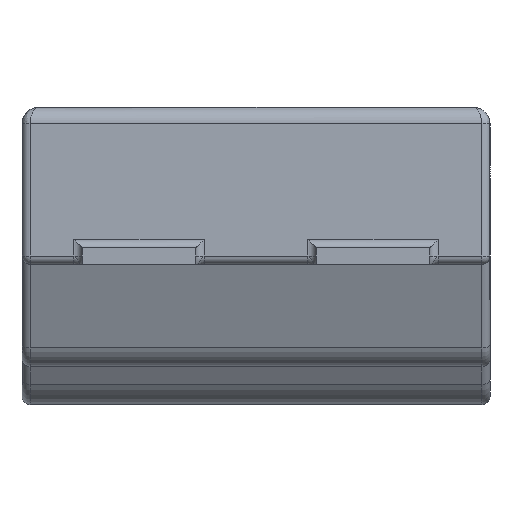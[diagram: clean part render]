
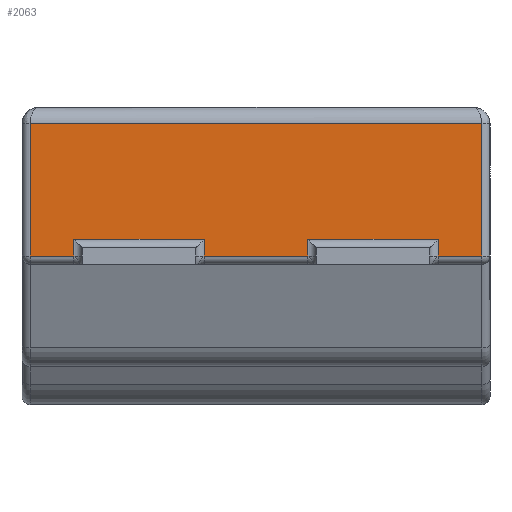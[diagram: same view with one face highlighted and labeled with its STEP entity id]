
A CAD part, left-side view. The second image highlights one B-rep face of the part: STEP entity #2063.
In plain terms, the highlighted planar face has unit normal (-1, 0, 0).
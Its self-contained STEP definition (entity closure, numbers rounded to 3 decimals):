
#72=PLANE('',#2263);
#112=LINE('',#3238,#268);
#114=LINE('',#3241,#270);
#120=LINE('',#3252,#276);
#131=LINE('',#3308,#287);
#151=LINE('',#3418,#307);
#155=LINE('',#3427,#311);
#157=LINE('',#3439,#313);
#158=LINE('',#3440,#314);
#268=VECTOR('',#2486,10.);
#270=VECTOR('',#2490,10.);
#276=VECTOR('',#2496,10.);
#287=VECTOR('',#2527,10.);
#307=VECTOR('',#2633,10.);
#311=VECTOR('',#2643,10.);
#313=VECTOR('',#2649,10.);
#314=VECTOR('',#2650,10.);
#517=FACE_OUTER_BOUND('',#656,.T.);
#656=EDGE_LOOP('',(#1544,#1545,#1546,#1547,#1548,#1549,#1550,#1551,#1552,
#1553,#1554,#1555));
#853=B_SPLINE_CURVE_WITH_KNOTS('',3,(#3139,#3140,#3141,#3142,#3143,#3144),
 .UNSPECIFIED.,.F.,.F.,(4,2,4),(0.029,0.029,0.035),
 .UNSPECIFIED.);
#855=B_SPLINE_CURVE_WITH_KNOTS('',3,(#3156,#3157,#3158,#3159,#3160,#3161),
 .UNSPECIFIED.,.F.,.F.,(4,2,4),(0.029,0.029,0.035),
 .UNSPECIFIED.);
#857=B_SPLINE_CURVE_WITH_KNOTS('',3,(#3173,#3174,#3175,#3176,#3177,#3178),
 .UNSPECIFIED.,.F.,.F.,(4,2,4),(0.,0.006,0.006),
 .UNSPECIFIED.);
#864=B_SPLINE_CURVE_WITH_KNOTS('',3,(#3432,#3433,#3434,#3435,#3436,#3437),
 .UNSPECIFIED.,.F.,.F.,(4,2,4),(0.,0.006,0.006),
 .UNSPECIFIED.);
#887=VERTEX_POINT('',#3137);
#888=VERTEX_POINT('',#3138);
#890=VERTEX_POINT('',#3154);
#891=VERTEX_POINT('',#3155);
#893=VERTEX_POINT('',#3171);
#894=VERTEX_POINT('',#3172);
#906=VERTEX_POINT('',#3235);
#912=VERTEX_POINT('',#3251);
#917=VERTEX_POINT('',#3275);
#920=VERTEX_POINT('',#3301);
#950=VERTEX_POINT('',#3426);
#952=VERTEX_POINT('',#3438);
#1071=EDGE_CURVE('',#887,#888,#853,.T.);
#1074=EDGE_CURVE('',#890,#891,#855,.T.);
#1077=EDGE_CURVE('',#893,#894,#857,.T.);
#1093=EDGE_CURVE('',#906,#891,#112,.T.);
#1095=EDGE_CURVE('',#894,#890,#114,.T.);
#1101=EDGE_CURVE('',#912,#887,#120,.T.);
#1119=EDGE_CURVE('',#917,#920,#131,.T.);
#1165=EDGE_CURVE('',#893,#917,#151,.T.);
#1169=EDGE_CURVE('',#920,#950,#155,.T.);
#1172=EDGE_CURVE('',#906,#912,#864,.T.);
#1173=EDGE_CURVE('',#952,#888,#157,.T.);
#1174=EDGE_CURVE('',#950,#952,#158,.T.);
#1544=ORIENTED_EDGE('',*,*,#1172,.T.);
#1545=ORIENTED_EDGE('',*,*,#1101,.T.);
#1546=ORIENTED_EDGE('',*,*,#1071,.T.);
#1547=ORIENTED_EDGE('',*,*,#1173,.F.);
#1548=ORIENTED_EDGE('',*,*,#1174,.F.);
#1549=ORIENTED_EDGE('',*,*,#1169,.F.);
#1550=ORIENTED_EDGE('',*,*,#1119,.F.);
#1551=ORIENTED_EDGE('',*,*,#1165,.F.);
#1552=ORIENTED_EDGE('',*,*,#1077,.T.);
#1553=ORIENTED_EDGE('',*,*,#1095,.T.);
#1554=ORIENTED_EDGE('',*,*,#1074,.T.);
#1555=ORIENTED_EDGE('',*,*,#1093,.F.);
#2063=ADVANCED_FACE('',(#517),#72,.T.);
#2263=AXIS2_PLACEMENT_3D('',#3431,#2647,#2648);
#2486=DIRECTION('',(0.,1.,0.));
#2490=DIRECTION('',(0.,-1.,0.));
#2496=DIRECTION('',(0.,-1.,0.));
#2527=DIRECTION('',(0.,0.,1.));
#2633=DIRECTION('',(0.,1.,0.));
#2643=DIRECTION('',(0.,-1.,0.));
#2647=DIRECTION('center_axis',(-1.,0.,0.));
#2648=DIRECTION('ref_axis',(0.,-1.,0.));
#2649=DIRECTION('',(0.,1.,0.));
#2650=DIRECTION('',(0.,0.,-1.));
#3137=CARTESIAN_POINT('',(0.,0.351,0.));
#3138=CARTESIAN_POINT('',(0.,0.31,0.05));
#3139=CARTESIAN_POINT('Ctrl Pts',(0.,0.351,0.));
#3140=CARTESIAN_POINT('Ctrl Pts',(0.,0.35,0.001));
#3141=CARTESIAN_POINT('Ctrl Pts',(0.,0.35,0.001));
#3142=CARTESIAN_POINT('Ctrl Pts',(0.,0.34,0.019));
#3143=CARTESIAN_POINT('Ctrl Pts',(0.,0.324,0.036));
#3144=CARTESIAN_POINT('Ctrl Pts',(0.,0.31,0.05));
#3154=CARTESIAN_POINT('',(0.,1.751,0.));
#3155=CARTESIAN_POINT('',(0.,1.71,0.05));
#3156=CARTESIAN_POINT('Ctrl Pts',(0.,1.751,0.));
#3157=CARTESIAN_POINT('Ctrl Pts',(0.,1.75,0.001));
#3158=CARTESIAN_POINT('Ctrl Pts',(0.,1.75,0.001));
#3159=CARTESIAN_POINT('Ctrl Pts',(0.,1.74,0.019));
#3160=CARTESIAN_POINT('Ctrl Pts',(0.,1.724,0.036));
#3161=CARTESIAN_POINT('Ctrl Pts',(0.,1.71,0.05));
#3171=CARTESIAN_POINT('',(0.,2.49,0.05));
#3172=CARTESIAN_POINT('',(0.,2.449,0.));
#3173=CARTESIAN_POINT('Ctrl Pts',(0.,2.49,0.05));
#3174=CARTESIAN_POINT('Ctrl Pts',(0.,2.476,0.036));
#3175=CARTESIAN_POINT('Ctrl Pts',(0.,2.46,0.019));
#3176=CARTESIAN_POINT('Ctrl Pts',(0.,2.45,0.001));
#3177=CARTESIAN_POINT('Ctrl Pts',(0.,2.45,0.001));
#3178=CARTESIAN_POINT('Ctrl Pts',(0.,2.449,0.));
#3235=CARTESIAN_POINT('',(0.,1.09,0.05));
#3238=CARTESIAN_POINT('',(0.,1.75,0.05));
#3241=CARTESIAN_POINT('',(0.,1.05,0.));
#3251=CARTESIAN_POINT('',(0.,1.049,0.));
#3252=CARTESIAN_POINT('',(0.,1.05,0.));
#3275=CARTESIAN_POINT('',(0.,2.75,0.05));
#3301=CARTESIAN_POINT('',(0.,2.75,0.84));
#3308=CARTESIAN_POINT('',(0.,2.75,0.));
#3418=CARTESIAN_POINT('',(0.,1.75,0.05));
#3426=CARTESIAN_POINT('',(0.,0.05,0.84));
#3427=CARTESIAN_POINT('',(0.,2.1,0.84));
#3431=CARTESIAN_POINT('Origin',(0.,2.8,0.));
#3432=CARTESIAN_POINT('Ctrl Pts',(0.,1.09,0.05));
#3433=CARTESIAN_POINT('Ctrl Pts',(0.,1.076,0.036));
#3434=CARTESIAN_POINT('Ctrl Pts',(0.,1.06,0.019));
#3435=CARTESIAN_POINT('Ctrl Pts',(0.,1.05,0.001));
#3436=CARTESIAN_POINT('Ctrl Pts',(0.,1.05,
0.001));
#3437=CARTESIAN_POINT('Ctrl Pts',(0.,1.049,0.));
#3438=CARTESIAN_POINT('',(0.,0.05,0.05));
#3439=CARTESIAN_POINT('',(0.,1.75,0.05));
#3440=CARTESIAN_POINT('',(0.,0.05,0.));
